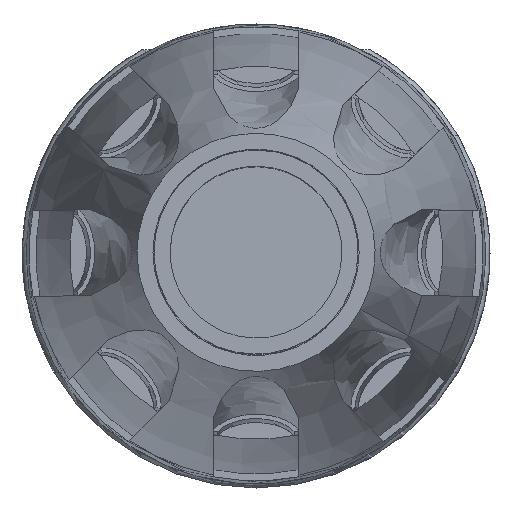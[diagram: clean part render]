
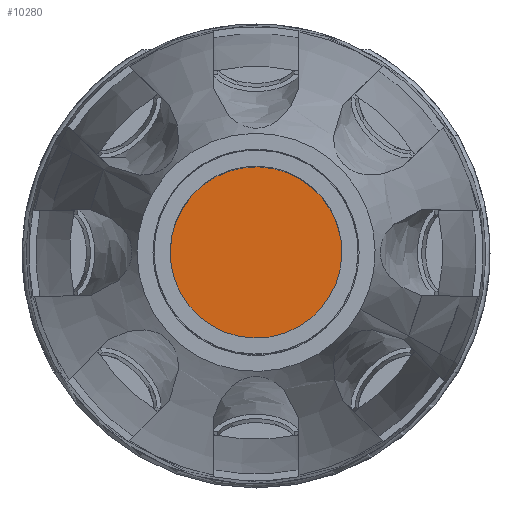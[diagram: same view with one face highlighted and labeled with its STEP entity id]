
A CAD part, top view. The second image highlights one B-rep face of the part: STEP entity #10280.
In plain terms, the highlighted planar face has unit normal (0, 0, 1).
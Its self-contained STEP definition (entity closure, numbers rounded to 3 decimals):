
#10108=AXIS2_PLACEMENT_3D('Circle Axis2P3D',#10106,#10107,$) ;
#10260=AXIS2_PLACEMENT_3D('Circle Axis2P3D',#10258,#10259,$) ;
#10274=AXIS2_PLACEMENT_3D('Plane Axis2P3D',#10271,#10272,#10273) ;
#10103=CARTESIAN_POINT('Vertex',(10.9,2.4,52.53)) ;
#10106=CARTESIAN_POINT('Axis2P3D Location',(10.9,10.9,52.53)) ;
#10110=CARTESIAN_POINT('Vertex',(10.9,19.4,52.53)) ;
#10258=CARTESIAN_POINT('Axis2P3D Location',(10.9,10.9,52.53)) ;
#10271=CARTESIAN_POINT('Axis2P3D Location',(10.9,10.9,52.53)) ;
#10107=DIRECTION('Axis2P3D Direction',(0.,-0.,1.)) ;
#10259=DIRECTION('Axis2P3D Direction',(0.,-0.,1.)) ;
#10272=DIRECTION('Axis2P3D Direction',(0.,-0.,1.)) ;
#10273=DIRECTION('Axis2P3D XDirection',(0.,1.,0.)) ;
#10277=ORIENTED_EDGE('',*,*,#10262,.T.) ;
#10278=ORIENTED_EDGE('',*,*,#10112,.T.) ;
#10280=ADVANCED_FACE('Hauptk\X2\00F6\X0\rper',(#10279),#10275,.T.) ;
#10109=CIRCLE('generated circle',#10108,8.5) ;
#10261=CIRCLE('generated circle',#10260,8.5) ;
#10112=EDGE_CURVE('',#10111,#10104,#10109,.T.) ;
#10262=EDGE_CURVE('',#10104,#10111,#10261,.T.) ;
#10276=EDGE_LOOP('',(#10277,#10278)) ;
#10279=FACE_OUTER_BOUND('',#10276,.T.) ;
#10275=PLANE('',#10274) ;
#10104=VERTEX_POINT('',#10103) ;
#10111=VERTEX_POINT('',#10110) ;
